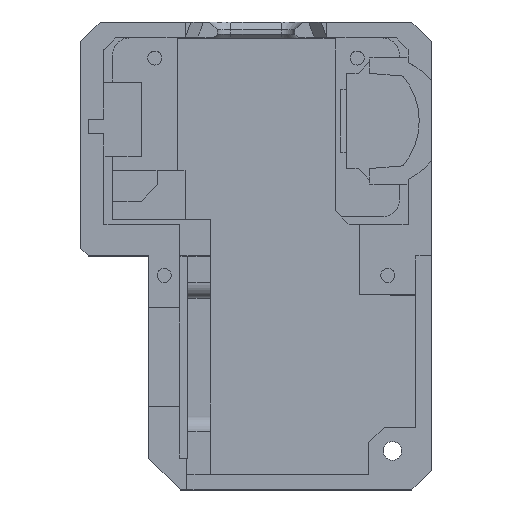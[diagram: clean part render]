
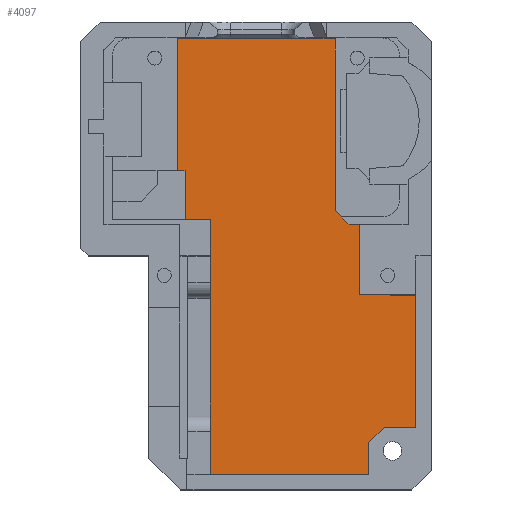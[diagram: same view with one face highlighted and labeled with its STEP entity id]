
A CAD part, top view. The second image highlights one B-rep face of the part: STEP entity #4097.
In plain terms, the highlighted planar face has unit normal (0, 0, 1).
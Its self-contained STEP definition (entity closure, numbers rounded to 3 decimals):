
#295=FACE_OUTER_BOUND('',#517,.T.);
#517=EDGE_LOOP('',(#3541,#3542,#3543,#3544,#3545,#3546,#3547,#3548,#3549,
#3550,#3551,#3552,#3553,#3554,#3555,#3556,#3557));
#743=LINE('',#5896,#1268);
#746=LINE('',#5903,#1271);
#759=LINE('',#5934,#1284);
#763=LINE('',#5942,#1288);
#786=LINE('',#5987,#1311);
#799=LINE('',#6020,#1324);
#804=LINE('',#6028,#1329);
#809=LINE('',#6041,#1334);
#822=LINE('',#6069,#1347);
#835=LINE('',#6098,#1360);
#855=LINE('',#6140,#1380);
#892=LINE('',#6215,#1417);
#893=LINE('',#6216,#1418);
#898=LINE('',#6231,#1423);
#905=LINE('',#6245,#1430);
#1018=LINE('',#6510,#1543);
#1019=LINE('',#6512,#1544);
#1268=VECTOR('',#4735,10.);
#1271=VECTOR('',#4740,10.);
#1284=VECTOR('',#4769,10.);
#1288=VECTOR('',#4775,10.);
#1311=VECTOR('',#4808,10.);
#1324=VECTOR('',#4837,10.);
#1329=VECTOR('',#4844,10.);
#1334=VECTOR('',#4855,10.);
#1347=VECTOR('',#4872,10.);
#1360=VECTOR('',#4901,10.);
#1380=VECTOR('',#4935,10.);
#1417=VECTOR('',#5008,10.);
#1418=VECTOR('',#5009,10.);
#1423=VECTOR('',#5024,10.);
#1430=VECTOR('',#5037,10.);
#1543=VECTOR('',#5326,10.);
#1544=VECTOR('',#5329,10.);
#1767=VERTEX_POINT('',#5893);
#1768=VERTEX_POINT('',#5895);
#1769=VERTEX_POINT('',#5899);
#1771=VERTEX_POINT('',#5902);
#1781=VERTEX_POINT('',#5933);
#1783=VERTEX_POINT('',#5939);
#1784=VERTEX_POINT('',#5941);
#1801=VERTEX_POINT('',#5985);
#1808=VERTEX_POINT('',#6005);
#1813=VERTEX_POINT('',#6019);
#1820=VERTEX_POINT('',#6040);
#1832=VERTEX_POINT('',#6066);
#1833=VERTEX_POINT('',#6068);
#1876=VERTEX_POINT('',#6214);
#1880=VERTEX_POINT('',#6228);
#1881=VERTEX_POINT('',#6230);
#1885=VERTEX_POINT('',#6244);
#2196=EDGE_CURVE('',#1768,#1767,#743,.T.);
#2199=EDGE_CURVE('',#1771,#1769,#746,.T.);
#2214=EDGE_CURVE('',#1781,#1768,#759,.T.);
#2218=EDGE_CURVE('',#1784,#1783,#763,.T.);
#2242=EDGE_CURVE('',#1801,#1783,#786,.T.);
#2257=EDGE_CURVE('',#1781,#1813,#799,.T.);
#2262=EDGE_CURVE('',#1808,#1813,#804,.T.);
#2268=EDGE_CURVE('',#1820,#1808,#809,.T.);
#2281=EDGE_CURVE('',#1832,#1833,#822,.T.);
#2297=EDGE_CURVE('',#1833,#1801,#835,.T.);
#2319=EDGE_CURVE('',#1767,#1771,#855,.T.);
#2358=EDGE_CURVE('',#1876,#1784,#892,.T.);
#2359=EDGE_CURVE('',#1876,#1769,#893,.T.);
#2366=EDGE_CURVE('',#1880,#1881,#898,.F.);
#2374=EDGE_CURVE('',#1885,#1881,#905,.T.);
#2505=EDGE_CURVE('',#1880,#1820,#1018,.T.);
#2506=EDGE_CURVE('',#1832,#1885,#1019,.T.);
#3541=ORIENTED_EDGE('',*,*,#2242,.F.);
#3542=ORIENTED_EDGE('',*,*,#2297,.F.);
#3543=ORIENTED_EDGE('',*,*,#2281,.F.);
#3544=ORIENTED_EDGE('',*,*,#2506,.T.);
#3545=ORIENTED_EDGE('',*,*,#2374,.T.);
#3546=ORIENTED_EDGE('',*,*,#2366,.F.);
#3547=ORIENTED_EDGE('',*,*,#2505,.T.);
#3548=ORIENTED_EDGE('',*,*,#2268,.T.);
#3549=ORIENTED_EDGE('',*,*,#2262,.T.);
#3550=ORIENTED_EDGE('',*,*,#2257,.F.);
#3551=ORIENTED_EDGE('',*,*,#2214,.T.);
#3552=ORIENTED_EDGE('',*,*,#2196,.T.);
#3553=ORIENTED_EDGE('',*,*,#2319,.T.);
#3554=ORIENTED_EDGE('',*,*,#2199,.T.);
#3555=ORIENTED_EDGE('',*,*,#2359,.F.);
#3556=ORIENTED_EDGE('',*,*,#2358,.T.);
#3557=ORIENTED_EDGE('',*,*,#2218,.T.);
#3893=PLANE('',#4365);
#4097=ADVANCED_FACE('',(#295),#3893,.T.);
#4365=AXIS2_PLACEMENT_3D('',#6511,#5327,#5328);
#4735=DIRECTION('',(0.,1.,0.));
#4740=DIRECTION('',(0.,-1.,0.));
#4769=DIRECTION('',(-0.707,0.707,0.));
#4775=DIRECTION('',(1.,0.,0.));
#4808=DIRECTION('',(0.,1.,0.));
#4837=DIRECTION('',(1.,0.,0.));
#4844=DIRECTION('',(0.,1.,0.));
#4855=DIRECTION('',(0.,1.,0.));
#4872=DIRECTION('',(0.,1.,0.));
#4901=DIRECTION('',(0.,1.,0.));
#4935=DIRECTION('',(-1.,0.,0.));
#5008=DIRECTION('',(0.,-1.,0.));
#5009=DIRECTION('',(-1.,0.,0.));
#5024=DIRECTION('',(0.707,0.707,0.));
#5037=DIRECTION('',(0.,1.,0.));
#5326=DIRECTION('',(1.,0.,0.));
#5327=DIRECTION('center_axis',(0.,0.,1.));
#5328=DIRECTION('ref_axis',(1.,0.,0.));
#5329=DIRECTION('',(1.,0.,0.));
#5893=CARTESIAN_POINT('',(10.14,27.962,2.));
#5895=CARTESIAN_POINT('',(10.14,5.8,2.));
#5896=CARTESIAN_POINT('',(10.14,3.525,2.));
#5899=CARTESIAN_POINT('',(-10.103,10.95,2.));
#5902=CARTESIAN_POINT('',(-10.103,27.962,2.));
#5903=CARTESIAN_POINT('',(-10.103,22.734,2.));
#5933=CARTESIAN_POINT('',(11.94,4.,2.));
#5934=CARTESIAN_POINT('',(11.955,3.985,2.));
#5939=CARTESIAN_POINT('',(-5.853,4.65,2.));
#5941=CARTESIAN_POINT('',(-9.103,4.65,2.));
#5942=CARTESIAN_POINT('',(-4.552,4.65,2.));
#5985=CARTESIAN_POINT('',(-5.853,-5.4,2.));
#5987=CARTESIAN_POINT('',(-5.853,-4.,2.));
#6005=CARTESIAN_POINT('',(20.5,-5.,2.));
#6019=CARTESIAN_POINT('',(20.5,4.,2.));
#6020=CARTESIAN_POINT('',(18.698,4.,2.));
#6028=CARTESIAN_POINT('',(20.5,0.,2.));
#6040=CARTESIAN_POINT('',(20.5,-21.949,2.));
#6041=CARTESIAN_POINT('',(20.5,14.,2.));
#6066=CARTESIAN_POINT('',(-5.853,-28.,2.));
#6068=CARTESIAN_POINT('',(-5.853,-20.525,2.));
#6069=CARTESIAN_POINT('',(-5.853,-16.263,2.));
#6098=CARTESIAN_POINT('',(-5.853,-6.481,2.));
#6140=CARTESIAN_POINT('',(-9.103,27.962,2.));
#6214=CARTESIAN_POINT('',(-9.103,10.95,2.));
#6215=CARTESIAN_POINT('',(-9.103,22.734,2.));
#6216=CARTESIAN_POINT('',(-9.103,10.95,2.));
#6228=CARTESIAN_POINT('',(16.449,-21.949,2.));
#6230=CARTESIAN_POINT('',(14.449,-23.949,2.));
#6231=CARTESIAN_POINT('',(17.324,-21.074,2.));
#6244=CARTESIAN_POINT('',(14.449,-28.,2.));
#6245=CARTESIAN_POINT('',(14.449,-10.,2.));
#6510=CARTESIAN_POINT('',(11.25,-21.949,2.));
#6511=CARTESIAN_POINT('Origin',(0.,0.,2.));
#6512=CARTESIAN_POINT('',(10.25,-28.,2.));
